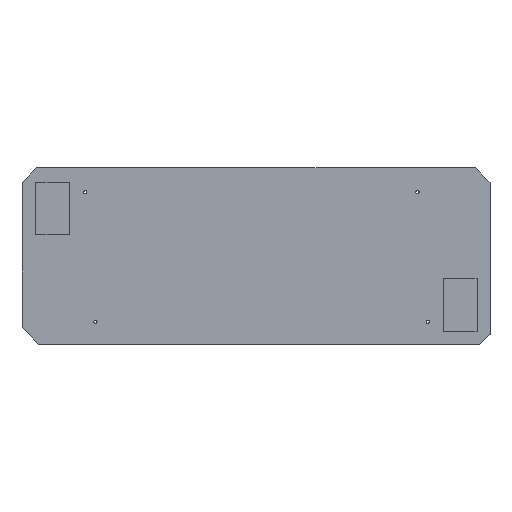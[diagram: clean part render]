
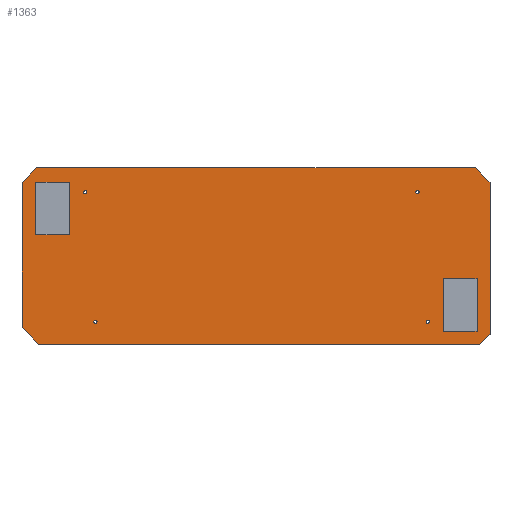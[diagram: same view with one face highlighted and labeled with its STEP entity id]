
A CAD part, top view. The second image highlights one B-rep face of the part: STEP entity #1363.
In plain terms, the highlighted planar face has unit normal (0, 0, 1).
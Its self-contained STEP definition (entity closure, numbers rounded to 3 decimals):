
#642 = VERTEX_POINT('',#643);
#643 = CARTESIAN_POINT('',(98.806,64.389,0.));
#649 = EDGE_CURVE('',#642,#650,#652,.T.);
#650 = VERTEX_POINT('',#651);
#651 = CARTESIAN_POINT('',(98.806,29.464,0.));
#652 = LINE('',#653,#654);
#653 = CARTESIAN_POINT('',(98.806,64.389,0.));
#654 = VECTOR('',#655,1.);
#655 = DIRECTION('',(0.,-1.,0.));
#680 = EDGE_CURVE('',#650,#681,#683,.T.);
#681 = VERTEX_POINT('',#682);
#682 = CARTESIAN_POINT('',(102.895,25.375,0.));
#683 = LINE('',#684,#685);
#684 = CARTESIAN_POINT('',(98.806,29.464,0.));
#685 = VECTOR('',#686,1.);
#686 = DIRECTION('',(0.707,-0.707,0.));
#711 = EDGE_CURVE('',#681,#712,#714,.T.);
#712 = VERTEX_POINT('',#713);
#713 = CARTESIAN_POINT('',(102.921,25.4,0.));
#714 = LINE('',#715,#716);
#715 = CARTESIAN_POINT('',(102.895,25.375,0.));
#716 = VECTOR('',#717,1.);
#717 = DIRECTION('',(0.721,0.693,0.));
#742 = EDGE_CURVE('',#712,#743,#745,.T.);
#743 = VERTEX_POINT('',#744);
#744 = CARTESIAN_POINT('',(209.118,25.4,0.));
#745 = LINE('',#746,#747);
#746 = CARTESIAN_POINT('',(102.921,25.4,0.));
#747 = VECTOR('',#748,1.);
#748 = DIRECTION('',(1.,0.,0.));
#773 = EDGE_CURVE('',#743,#774,#776,.T.);
#774 = VERTEX_POINT('',#775);
#775 = CARTESIAN_POINT('',(211.582,27.864,0.));
#776 = LINE('',#777,#778);
#777 = CARTESIAN_POINT('',(209.118,25.4,0.));
#778 = VECTOR('',#779,1.);
#779 = DIRECTION('',(0.707,0.707,0.));
#804 = EDGE_CURVE('',#774,#805,#807,.T.);
#805 = VERTEX_POINT('',#806);
#806 = CARTESIAN_POINT('',(211.582,64.364,0.));
#807 = LINE('',#808,#809);
#808 = CARTESIAN_POINT('',(211.582,27.864,0.));
#809 = VECTOR('',#810,1.);
#810 = DIRECTION('',(0.,1.,0.));
#835 = EDGE_CURVE('',#805,#836,#838,.T.);
#836 = VERTEX_POINT('',#837);
#837 = CARTESIAN_POINT('',(208.001,67.945,0.));
#838 = LINE('',#839,#840);
#839 = CARTESIAN_POINT('',(211.582,64.364,0.));
#840 = VECTOR('',#841,1.);
#841 = DIRECTION('',(-0.707,0.707,0.));
#866 = EDGE_CURVE('',#836,#867,#869,.T.);
#867 = VERTEX_POINT('',#868);
#868 = CARTESIAN_POINT('',(102.362,67.945,0.));
#869 = LINE('',#870,#871);
#870 = CARTESIAN_POINT('',(208.001,67.945,0.));
#871 = VECTOR('',#872,1.);
#872 = DIRECTION('',(-1.,0.,0.));
#897 = EDGE_CURVE('',#867,#642,#898,.T.);
#898 = LINE('',#899,#900);
#899 = CARTESIAN_POINT('',(102.362,67.945,0.));
#900 = VECTOR('',#901,1.);
#901 = DIRECTION('',(-0.707,-0.707,0.));
#921 = VERTEX_POINT('',#922);
#922 = CARTESIAN_POINT('',(104.915,52.607,0.));
#928 = EDGE_CURVE('',#921,#921,#929,.T.);
#929 = CIRCLE('',#930,0.85);
#930 = AXIS2_PLACEMENT_3D('',#931,#932,#933);
#931 = CARTESIAN_POINT('',(104.065,52.607,0.));
#932 = DIRECTION('',(0.,0.,1.));
#933 = DIRECTION('',(1.,0.,0.));
#954 = VERTEX_POINT('',#955);
#955 = CARTESIAN_POINT('',(116.891,30.836,0.));
#961 = EDGE_CURVE('',#954,#954,#962,.T.);
#962 = CIRCLE('',#963,0.381);
#963 = AXIS2_PLACEMENT_3D('',#964,#965,#966);
#964 = CARTESIAN_POINT('',(116.51,30.836,0.));
#965 = DIRECTION('',(0.,0.,1.));
#966 = DIRECTION('',(1.,0.,0.));
#987 = VERTEX_POINT('',#988);
#988 = CARTESIAN_POINT('',(108.265,54.107,0.));
#994 = EDGE_CURVE('',#987,#987,#995,.T.);
#995 = CIRCLE('',#996,0.95);
#996 = AXIS2_PLACEMENT_3D('',#997,#998,#999);
#997 = CARTESIAN_POINT('',(107.315,54.107,0.));
#998 = DIRECTION('',(0.,0.,1.));
#999 = DIRECTION('',(1.,0.,0.));
#1020 = VERTEX_POINT('',#1021);
#1021 = CARTESIAN_POINT('',(108.265,58.067,0.));
#1027 = EDGE_CURVE('',#1020,#1020,#1028,.T.);
#1028 = CIRCLE('',#1029,0.95);
#1029 = AXIS2_PLACEMENT_3D('',#1030,#1031,#1032);
#1030 = CARTESIAN_POINT('',(107.315,58.067,0.));
#1031 = DIRECTION('',(0.,0.,1.));
#1032 = DIRECTION('',(1.,0.,0.));
#1053 = VERTEX_POINT('',#1054);
#1054 = CARTESIAN_POINT('',(114.427,62.027,0.));
#1060 = EDGE_CURVE('',#1053,#1053,#1061,.T.);
#1061 = CIRCLE('',#1062,0.381);
#1062 = AXIS2_PLACEMENT_3D('',#1063,#1064,#1065);
#1063 = CARTESIAN_POINT('',(114.046,62.027,0.));
#1064 = DIRECTION('',(0.,0.,1.));
#1065 = DIRECTION('',(1.,0.,0.));
#1086 = VERTEX_POINT('',#1087);
#1087 = CARTESIAN_POINT('',(108.265,62.027,0.));
#1093 = EDGE_CURVE('',#1086,#1086,#1094,.T.);
#1094 = CIRCLE('',#1095,0.95);
#1095 = AXIS2_PLACEMENT_3D('',#1096,#1097,#1098);
#1096 = CARTESIAN_POINT('',(107.315,62.027,0.));
#1097 = DIRECTION('',(0.,0.,1.));
#1098 = DIRECTION('',(1.,0.,0.));
#1119 = VERTEX_POINT('',#1120);
#1120 = CARTESIAN_POINT('',(196.952,30.836,0.));
#1126 = EDGE_CURVE('',#1119,#1119,#1127,.T.);
#1127 = CIRCLE('',#1128,0.381);
#1128 = AXIS2_PLACEMENT_3D('',#1129,#1130,#1131);
#1129 = CARTESIAN_POINT('',(196.571,30.836,0.));
#1130 = DIRECTION('',(0.,0.,1.));
#1131 = DIRECTION('',(1.,0.,0.));
#1152 = VERTEX_POINT('',#1153);
#1153 = CARTESIAN_POINT('',(204.252,30.836,0.));
#1159 = EDGE_CURVE('',#1152,#1152,#1160,.T.);
#1160 = CIRCLE('',#1161,0.95);
#1161 = AXIS2_PLACEMENT_3D('',#1162,#1163,#1164);
#1162 = CARTESIAN_POINT('',(203.302,30.836,0.));
#1163 = DIRECTION('',(0.,0.,1.));
#1164 = DIRECTION('',(1.,0.,0.));
#1185 = VERTEX_POINT('',#1186);
#1186 = CARTESIAN_POINT('',(204.252,34.796,0.));
#1192 = EDGE_CURVE('',#1185,#1185,#1193,.T.);
#1193 = CIRCLE('',#1194,0.95);
#1194 = AXIS2_PLACEMENT_3D('',#1195,#1196,#1197);
#1195 = CARTESIAN_POINT('',(203.302,34.796,0.));
#1196 = DIRECTION('',(0.,0.,1.));
#1197 = DIRECTION('',(1.,0.,0.));
#1218 = VERTEX_POINT('',#1219);
#1219 = CARTESIAN_POINT('',(194.488,62.027,0.));
#1225 = EDGE_CURVE('',#1218,#1218,#1226,.T.);
#1226 = CIRCLE('',#1227,0.381);
#1227 = AXIS2_PLACEMENT_3D('',#1228,#1229,#1230);
#1228 = CARTESIAN_POINT('',(194.107,62.027,0.));
#1229 = DIRECTION('',(0.,0.,1.));
#1230 = DIRECTION('',(1.,0.,0.));
#1251 = VERTEX_POINT('',#1252);
#1252 = CARTESIAN_POINT('',(204.252,38.756,0.));
#1258 = EDGE_CURVE('',#1251,#1251,#1259,.T.);
#1259 = CIRCLE('',#1260,0.95);
#1260 = AXIS2_PLACEMENT_3D('',#1261,#1262,#1263);
#1261 = CARTESIAN_POINT('',(203.302,38.756,0.));
#1262 = DIRECTION('',(0.,0.,1.));
#1263 = DIRECTION('',(1.,0.,0.));
#1284 = VERTEX_POINT('',#1285);
#1285 = CARTESIAN_POINT('',(207.402,40.256,0.));
#1291 = EDGE_CURVE('',#1284,#1284,#1292,.T.);
#1292 = CIRCLE('',#1293,0.85);
#1293 = AXIS2_PLACEMENT_3D('',#1294,#1295,#1296);
#1294 = CARTESIAN_POINT('',(206.552,40.256,0.));
#1295 = DIRECTION('',(0.,0.,1.));
#1296 = DIRECTION('',(1.,0.,0.));
#1363 = ADVANCED_FACE('',(#1364,#1375,#1378,#1381,#1384,#1387,#1390,
    #1393,#1396,#1399,#1402,#1405,#1408),#1411,.F.);
#1364 = FACE_BOUND('',#1365,.T.);
#1365 = EDGE_LOOP('',(#1366,#1367,#1368,#1369,#1370,#1371,#1372,#1373,
    #1374));
#1366 = ORIENTED_EDGE('',*,*,#649,.T.);
#1367 = ORIENTED_EDGE('',*,*,#680,.T.);
#1368 = ORIENTED_EDGE('',*,*,#711,.T.);
#1369 = ORIENTED_EDGE('',*,*,#742,.T.);
#1370 = ORIENTED_EDGE('',*,*,#773,.T.);
#1371 = ORIENTED_EDGE('',*,*,#804,.T.);
#1372 = ORIENTED_EDGE('',*,*,#835,.T.);
#1373 = ORIENTED_EDGE('',*,*,#866,.T.);
#1374 = ORIENTED_EDGE('',*,*,#897,.T.);
#1375 = FACE_BOUND('',#1376,.F.);
#1376 = EDGE_LOOP('',(#1377));
#1377 = ORIENTED_EDGE('',*,*,#928,.T.);
#1378 = FACE_BOUND('',#1379,.F.);
#1379 = EDGE_LOOP('',(#1380));
#1380 = ORIENTED_EDGE('',*,*,#961,.T.);
#1381 = FACE_BOUND('',#1382,.F.);
#1382 = EDGE_LOOP('',(#1383));
#1383 = ORIENTED_EDGE('',*,*,#994,.T.);
#1384 = FACE_BOUND('',#1385,.F.);
#1385 = EDGE_LOOP('',(#1386));
#1386 = ORIENTED_EDGE('',*,*,#1027,.T.);
#1387 = FACE_BOUND('',#1388,.F.);
#1388 = EDGE_LOOP('',(#1389));
#1389 = ORIENTED_EDGE('',*,*,#1060,.T.);
#1390 = FACE_BOUND('',#1391,.F.);
#1391 = EDGE_LOOP('',(#1392));
#1392 = ORIENTED_EDGE('',*,*,#1093,.T.);
#1393 = FACE_BOUND('',#1394,.F.);
#1394 = EDGE_LOOP('',(#1395));
#1395 = ORIENTED_EDGE('',*,*,#1126,.T.);
#1396 = FACE_BOUND('',#1397,.F.);
#1397 = EDGE_LOOP('',(#1398));
#1398 = ORIENTED_EDGE('',*,*,#1159,.T.);
#1399 = FACE_BOUND('',#1400,.F.);
#1400 = EDGE_LOOP('',(#1401));
#1401 = ORIENTED_EDGE('',*,*,#1192,.T.);
#1402 = FACE_BOUND('',#1403,.F.);
#1403 = EDGE_LOOP('',(#1404));
#1404 = ORIENTED_EDGE('',*,*,#1225,.T.);
#1405 = FACE_BOUND('',#1406,.F.);
#1406 = EDGE_LOOP('',(#1407));
#1407 = ORIENTED_EDGE('',*,*,#1258,.T.);
#1408 = FACE_BOUND('',#1409,.F.);
#1409 = EDGE_LOOP('',(#1410));
#1410 = ORIENTED_EDGE('',*,*,#1291,.T.);
#1411 = PLANE('',#1412);
#1412 = AXIS2_PLACEMENT_3D('',#1413,#1414,#1415);
#1413 = CARTESIAN_POINT('',(98.806,64.389,0.));
#1414 = DIRECTION('',(0.,0.,-1.));
#1415 = DIRECTION('',(-1.,0.,0.));
